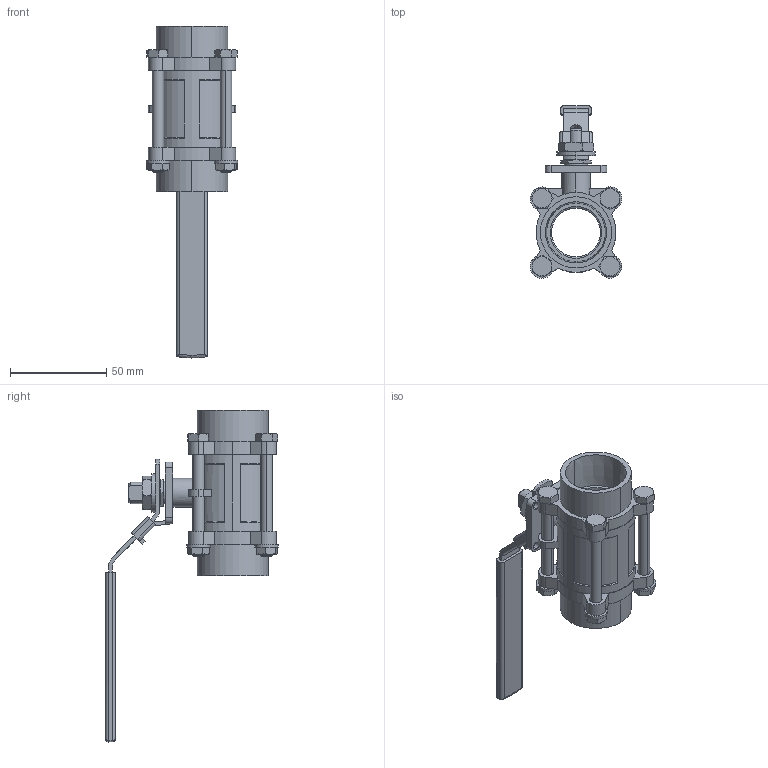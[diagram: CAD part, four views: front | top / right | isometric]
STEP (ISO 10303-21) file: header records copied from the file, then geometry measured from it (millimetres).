
FILE_DESCRIPTION (( 'STEP AP203' ), '1' );
FILE_NAME ('V-105MT-PN63_DN25.STEP', '2019-11-13T09:06:49', ( '' ), ( '' ), 'SwSTEP 2.0', 'SolidWorks 2012', '' );
FILE_SCHEMA (( 'CONFIG_CONTROL_DESIGN' ));
Length unit declared in the file: millimetre
Products named in the file (8): V-105MT-PN63_DN25; Hexagon Thin Nut ISO - 4035 - M10 - C_Hexagon Thin Nut ISO - 4035 - M10 - C; Washer ISO 7089 - 10_Washer ISO 7089 - 10; JIS B 1181 Hexagon nut - Class 3 Finished M6 --N_JIS B 1181 Hexagon nut - Class 3 Finished M6 --N; JIS B 1251 No.2 6_JIS B 1251 No.2 6; ISO 4015 - M6 x 60 x 18-C_ISO 4015 - M6 x 60 x 18-C; V-105M-HANDLE_126L; V-105MT-PN63_DN25-BODY
Assembly tree (16 placements, depth 2):
  V-105MT-PN63_DN25
    V-105MT-PN63_DN25-BODY
    V-105M-HANDLE_126L
    ISO 4015 - M6 x 60 x 18-C_ISO 4015 - M6 x 60 x 18-C  x4
    JIS B 1251 No.2 6_JIS B 1251 No.2 6  x4
    JIS B 1181 Hexagon nut - Class 3 Finished M6 --N_JIS B 1181 Hexagon nut - Class 3 Finished M6 --N  x4
    Washer ISO 7089 - 10_Washer ISO 7089 - 10
    Hexagon Thin Nut ISO - 4035 - M10 - C_Hexagon Thin Nut ISO - 4035 - M10 - C
Bounding box: 47.56 x 89.78 x 172.64 mm (x, y, z)
Volume: 80748.1 mm3; surface area: 42438.2 mm2
Topology: 16 solids, 17 shells, 634 faces, 1548 edges, 985 vertices
Faces by surface type: plane 294, cylinder 145, cone 133, bspline 59, torus 3
Entity records: 19212 total; most frequent: CARTESIAN_POINT 6824, ORIENTED_EDGE 2424, DIRECTION 2176, EDGE_CURVE 1212, VERTEX_POINT 787, AXIS2_PLACEMENT_3D 747, LINE 682, VECTOR 682
